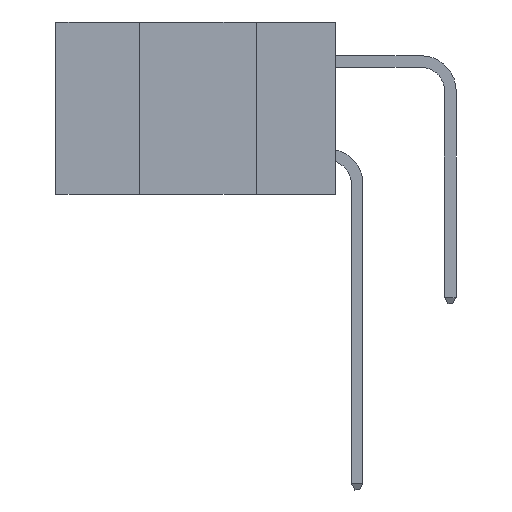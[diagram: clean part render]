
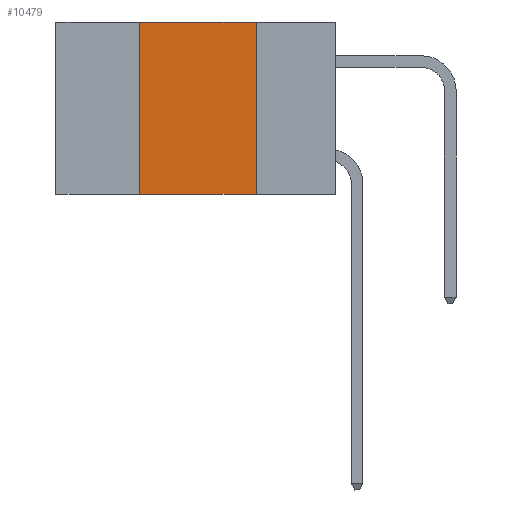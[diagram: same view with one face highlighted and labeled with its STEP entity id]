
A CAD part, left-side view. The second image highlights one B-rep face of the part: STEP entity #10479.
In plain terms, the highlighted planar face has unit normal (-1, 0, 0).
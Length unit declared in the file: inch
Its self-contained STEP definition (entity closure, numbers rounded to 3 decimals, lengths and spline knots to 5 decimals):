
#321 = CARTESIAN_POINT ( 'NONE',  ( 0., 0.17, 0. ) ) ;
#758 = VECTOR ( 'NONE', #4183, 39.37008 ) ;
#1259 = DIRECTION ( 'NONE',  ( 1., 0., 0. ) ) ;
#2473 = LINE ( 'NONE', #4132, #758 ) ;
#2545 = CARTESIAN_POINT ( 'NONE',  ( 0., 0.42, 0. ) ) ;
#3985 = VERTEX_POINT ( 'NONE', #7277 ) ;
#4132 = CARTESIAN_POINT ( 'NONE',  ( 0., 0.6, 0. ) ) ;
#4183 = DIRECTION ( 'NONE',  ( 0., -1., 0. ) ) ;
#4542 = VERTEX_POINT ( 'NONE', #15163 ) ;
#5872 = FACE_OUTER_BOUND ( 'NONE', #13696, .T. ) ;
#7093 = CARTESIAN_POINT ( 'NONE',  ( 0., 0.17, 0. ) ) ;
#7277 = CARTESIAN_POINT ( 'NONE',  ( 0., 0.42, -0.37 ) ) ;
#7438 = CARTESIAN_POINT ( 'NONE',  ( 0., 0.6, 0. ) ) ;
#7459 = VECTOR ( 'NONE', #13781, 39.37008 ) ;
#7522 = VECTOR ( 'NONE', #12889, 39.37008 ) ;
#7527 = DIRECTION ( 'NONE',  ( 0., 0., -1. ) ) ;
#7880 = ORIENTED_EDGE ( 'NONE', *, *, #12195, .F. ) ;
#8287 = LINE ( 'NONE', #13668, #9225 ) ;
#8444 = LINE ( 'NONE', #321, #7459 ) ;
#8605 = EDGE_CURVE ( 'NONE', #15194, #4542, #8444, .T. ) ;
#8780 = ORIENTED_EDGE ( 'NONE', *, *, #12761, .T. ) ;
#8908 = VERTEX_POINT ( 'NONE', #2545 ) ;
#9225 = VECTOR ( 'NONE', #13568, 39.37008 ) ;
#9832 = PLANE ( 'NONE',  #14064 ) ;
#10479 = ADVANCED_FACE ( 'NONE', ( #5872 ), #9832, .F. ) ;
#12195 = EDGE_CURVE ( 'NONE', #3985, #8908, #12663, .T. ) ;
#12663 = LINE ( 'NONE', #15004, #7522 ) ;
#12761 = EDGE_CURVE ( 'NONE', #3985, #4542, #8287, .T. ) ;
#12889 = DIRECTION ( 'NONE',  ( 0., 0., 1. ) ) ;
#13166 = EDGE_CURVE ( 'NONE', #8908, #15194, #2473, .T. ) ;
#13458 = ORIENTED_EDGE ( 'NONE', *, *, #8605, .F. ) ;
#13463 = ORIENTED_EDGE ( 'NONE', *, *, #13166, .F. ) ;
#13568 = DIRECTION ( 'NONE',  ( 0., -1., 0. ) ) ;
#13668 = CARTESIAN_POINT ( 'NONE',  ( 0., 0.6, -0.37 ) ) ;
#13696 = EDGE_LOOP ( 'NONE', ( #13458, #13463, #7880, #8780 ) ) ;
#13781 = DIRECTION ( 'NONE',  ( 0., 0., -1. ) ) ;
#14064 = AXIS2_PLACEMENT_3D ( 'NONE', #7438, #1259, #7527 ) ;
#15004 = CARTESIAN_POINT ( 'NONE',  ( 0., 0.42, 0. ) ) ;
#15163 = CARTESIAN_POINT ( 'NONE',  ( 0., 0.17, -0.37 ) ) ;
#15194 = VERTEX_POINT ( 'NONE', #7093 ) ;
